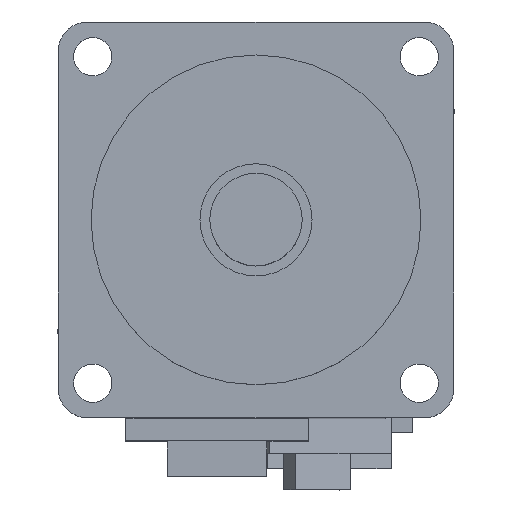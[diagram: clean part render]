
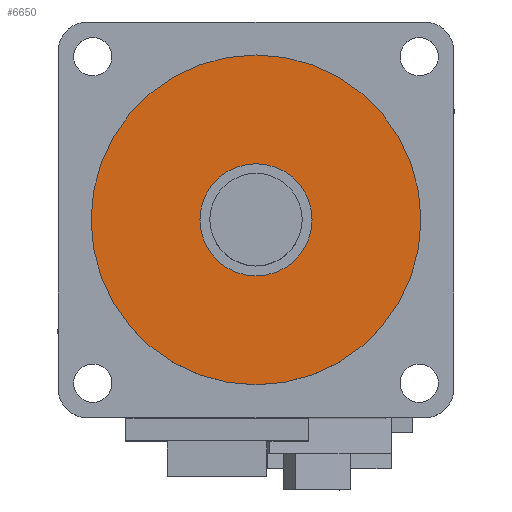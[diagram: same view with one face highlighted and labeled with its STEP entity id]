
A CAD part, top view. The second image highlights one B-rep face of the part: STEP entity #6650.
In plain terms, the highlighted planar face has unit normal (0, 0, 1).
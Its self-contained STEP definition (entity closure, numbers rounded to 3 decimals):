
#2458=CARTESIAN_POINT('',(0.,0.,3.));
#2459=DIRECTION('',(0.,0.,-1.));
#2460=DIRECTION('',(0.,-1.,0.));
#2461=AXIS2_PLACEMENT_3D('',#2458,#2459,#2460);
#2463=CARTESIAN_POINT('',(0.,0.,3.));
#2464=DIRECTION('',(0.,0.,-1.));
#2465=DIRECTION('',(0.,1.,0.));
#2466=AXIS2_PLACEMENT_3D('',#2463,#2464,#2465);
#2468=CARTESIAN_POINT('',(0.,0.,3.));
#2469=DIRECTION('',(0.,0.,1.));
#2470=DIRECTION('',(1.,0.,0.));
#2471=AXIS2_PLACEMENT_3D('',#2468,#2469,#2470);
#2473=CARTESIAN_POINT('',(0.,0.,3.));
#2474=DIRECTION('',(0.,0.,1.));
#2475=DIRECTION('',(-1.,0.,0.));
#2476=AXIS2_PLACEMENT_3D('',#2473,#2474,#2475);
#2624=CARTESIAN_POINT('',(0.,25.,3.));
#2625=VERTEX_POINT('',#2624);
#2626=CARTESIAN_POINT('',(0.,-25.,3.));
#2627=VERTEX_POINT('',#2626);
#3156=CARTESIAN_POINT('',(8.5,0.,3.));
#3157=CARTESIAN_POINT('',(-8.5,0.,3.));
#3158=VERTEX_POINT('',#3156);
#3159=VERTEX_POINT('',#3157);
#6635=CARTESIAN_POINT('',(0.,0.,3.));
#6636=DIRECTION('',(0.,0.,1.));
#6637=DIRECTION('',(0.,1.,0.));
#6638=AXIS2_PLACEMENT_3D('',#6635,#6636,#6637);
#6639=PLANE('',#6638);
#6640=ORIENTED_EDGE('',*,*,#6615,.T.);
#6641=ORIENTED_EDGE('',*,*,#6629,.T.);
#6642=EDGE_LOOP('',(#6640,#6641));
#6643=FACE_OUTER_BOUND('',#6642,.F.);
#6645=ORIENTED_EDGE('',*,*,#6644,.T.);
#6647=ORIENTED_EDGE('',*,*,#6646,.T.);
#6648=EDGE_LOOP('',(#6645,#6647));
#6649=FACE_BOUND('',#6648,.F.);
#6650=ADVANCED_FACE('',(#6643,#6649),#6639,.T.);
#2462=CIRCLE('',#2461,25.);
#2467=CIRCLE('',#2466,25.);
#2472=CIRCLE('',#2471,8.5);
#2477=CIRCLE('',#2476,8.5);
#6615=EDGE_CURVE('',#2627,#2625,#2462,.T.);
#6629=EDGE_CURVE('',#2625,#2627,#2467,.T.);
#6644=EDGE_CURVE('',#3158,#3159,#2472,.T.);
#6646=EDGE_CURVE('',#3159,#3158,#2477,.T.);
